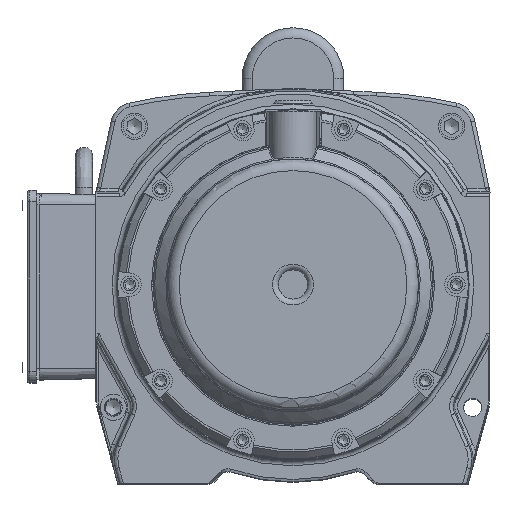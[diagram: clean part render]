
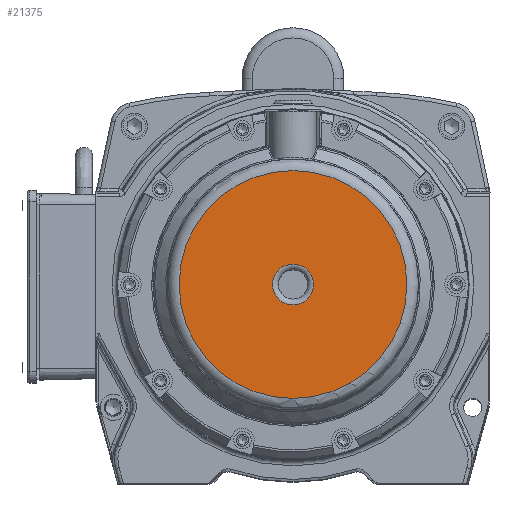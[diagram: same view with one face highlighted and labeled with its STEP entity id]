
A CAD part, top view. The second image highlights one B-rep face of the part: STEP entity #21375.
In plain terms, the highlighted planar face has unit normal (0, 0, 1).
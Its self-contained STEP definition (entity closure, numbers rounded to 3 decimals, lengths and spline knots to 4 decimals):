
#3851=PLANE('',#22369);
#4129=FACE_BOUND('',#5178,.T.);
#4479=FACE_OUTER_BOUND('',#5177,.T.);
#5177=EDGE_LOOP('',(#15614));
#5178=EDGE_LOOP('',(#15615));
#6135=CIRCLE('',#22368,0.4375);
#6136=CIRCLE('',#22370,2.44);
#7892=VERTEX_POINT('',#32210);
#7893=VERTEX_POINT('',#32213);
#11486=EDGE_CURVE('',#7892,#7892,#6135,.T.);
#11487=EDGE_CURVE('',#7893,#7893,#6136,.T.);
#15614=ORIENTED_EDGE('',*,*,#11487,.F.);
#15615=ORIENTED_EDGE('',*,*,#11486,.F.);
#21375=ADVANCED_FACE('',(#4479,#4129),#3851,.F.);
#22368=AXIS2_PLACEMENT_3D('',#32211,#25321,#25322);
#22369=AXIS2_PLACEMENT_3D('',#32212,#25323,#25324);
#22370=AXIS2_PLACEMENT_3D('',#32214,#25325,#25326);
#25321=DIRECTION('center_axis',(0.,0.,
1.));
#25322=DIRECTION('ref_axis',(-1.,0.,0.));
#25323=DIRECTION('center_axis',(0.,0.,
-1.));
#25324=DIRECTION('ref_axis',(-1.,0.,0.));
#25325=DIRECTION('center_axis',(0.,0.,
-1.));
#25326=DIRECTION('ref_axis',(-1.,0.,0.));
#32210=CARTESIAN_POINT('',(0.4375,-0.112,7.098));
#32211=CARTESIAN_POINT('Origin',(0.,-0.112,
7.098));
#32212=CARTESIAN_POINT('Origin',(0.,-0.112,
7.098));
#32213=CARTESIAN_POINT('',(2.44,-0.112,7.098));
#32214=CARTESIAN_POINT('Origin',(0.,-0.112,
7.098));
